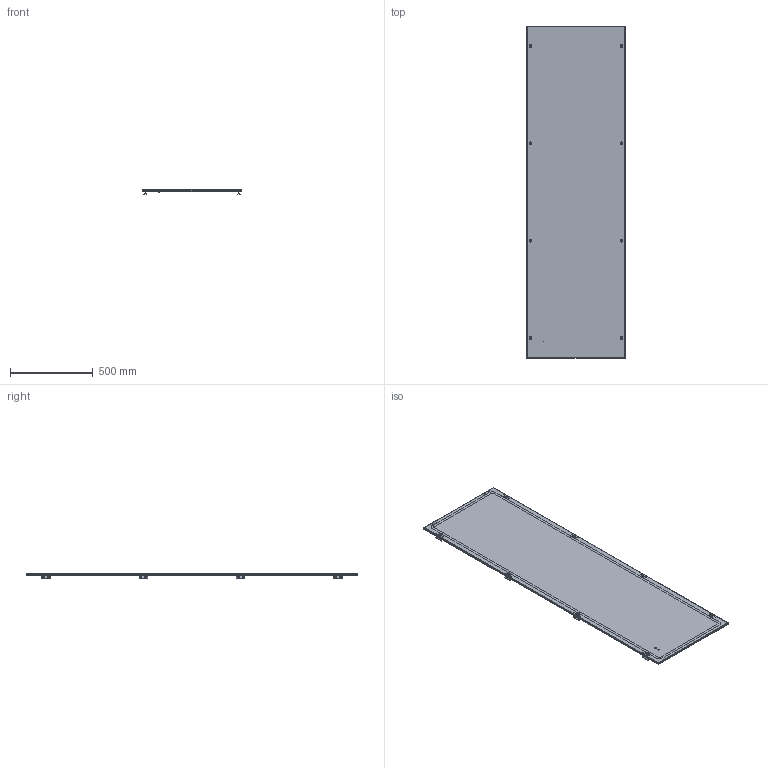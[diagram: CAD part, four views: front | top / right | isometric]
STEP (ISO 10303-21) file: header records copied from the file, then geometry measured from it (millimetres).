
FILE_DESCRIPTION (( 'STEP AP203' ), '1' );
FILE_NAME ('YKM40D-FO-FP-200-060-54 ÀÃÈÅ 275.02.000 Ïàíåëü çàäíÿÿ 2000õ600.STEP', '2020-12-15T08:27:18', ( '' ), ( '' ), 'SwSTEP 2.0', 'SolidWorks 2017', '' );
FILE_SCHEMA (( 'CONFIG_CONTROL_DESIGN' ));
Products named in the file (1): YKM40D-FO-FP-200-060-54  ÀÃÈÅ 275.02.000 Ïàíåëü çàäíÿÿ 2000õ600
Bounding box: 595 x 2000 x 32.24 mm (x, y, z)
Volume: 2214129.3 mm3; surface area: 2793989 mm2
Topology: 38 solids, 38 shells, 1593 faces, 4024 edges, 2501 vertices
Faces by surface type: cylinder 694, plane 678, cone 185, torus 20, bspline 16
Full cylindrical faces by diameter (mm): 1 x1, 3.4 x1, 6 x8, 8 x1, 9.5 x1
Entity records: 47757 total; most frequent: DIRECTION 8676, CARTESIAN_POINT 8546, ORIENTED_EDGE 7878, EDGE_CURVE 3939, AXIS2_PLACEMENT_3D 3191, VERTEX_POINT 2485, VECTOR 2294, LINE 2294
